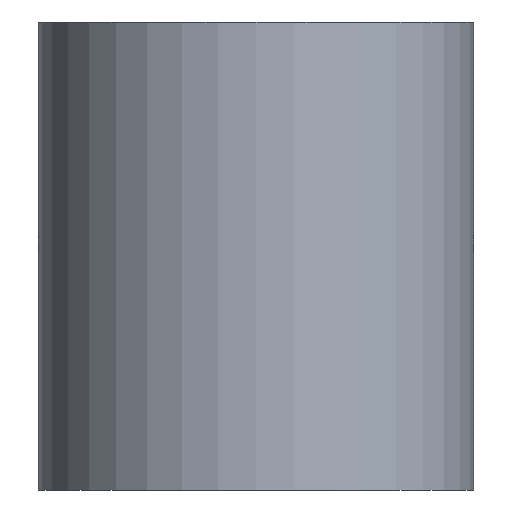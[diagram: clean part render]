
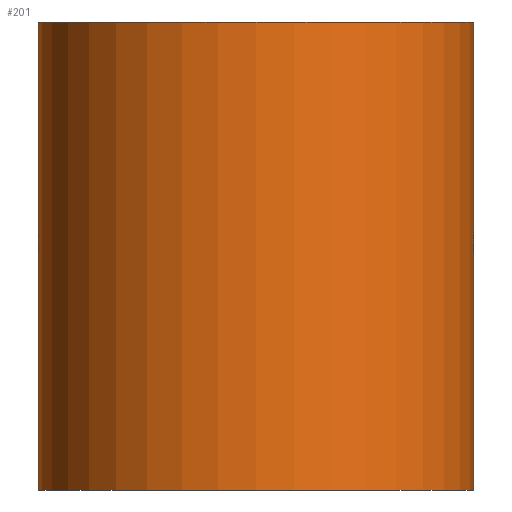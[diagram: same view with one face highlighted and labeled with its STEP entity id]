
A CAD part, front view. The second image highlights one B-rep face of the part: STEP entity #201.
In plain terms, the highlighted cylindrical face has radius 18.598 mm (diameter 37.196 mm), a partial arc.
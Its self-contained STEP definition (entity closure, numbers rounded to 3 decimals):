
#19 = LINE ( 'NONE', #75, #82 ) ;
#24 = CARTESIAN_POINT ( 'NONE',  ( 18.598, 0., 0. ) ) ;
#30 = DIRECTION ( 'NONE',  ( 0., 0., 1. ) ) ;
#40 = ORIENTED_EDGE ( 'NONE', *, *, #223, .F. ) ;
#41 = CARTESIAN_POINT ( 'NONE',  ( -18.598, 0., 0. ) ) ;
#42 = CARTESIAN_POINT ( 'NONE',  ( -18.598, 0., 40. ) ) ;
#57 = DIRECTION ( 'NONE',  ( 0., 0., -1. ) ) ;
#74 = ORIENTED_EDGE ( 'NONE', *, *, #135, .T. ) ;
#75 = CARTESIAN_POINT ( 'NONE',  ( -18.598, 0., 40. ) ) ;
#82 = VECTOR ( 'NONE', #57, 1000. ) ;
#83 = DIRECTION ( 'NONE',  ( 1., 0., 0. ) ) ;
#91 = ORIENTED_EDGE ( 'NONE', *, *, #236, .F. ) ;
#108 = CYLINDRICAL_SURFACE ( 'NONE', #229, 18.598 ) ;
#111 = EDGE_CURVE ( 'NONE', #183, #206, #19, .T. ) ;
#118 = CIRCLE ( 'NONE', #239, 18.598 ) ;
#126 = CIRCLE ( 'NONE', #204, 18.598 ) ;
#128 = VERTEX_POINT ( 'NONE', #151 ) ;
#133 = DIRECTION ( 'NONE',  ( -1., 0., 0. ) ) ;
#134 = CARTESIAN_POINT ( 'NONE',  ( 0., 0., 0. ) ) ;
#135 = EDGE_CURVE ( 'NONE', #206, #190, #126, .T. ) ;
#151 = CARTESIAN_POINT ( 'NONE',  ( 18.598, 0., 40. ) ) ;
#160 = CARTESIAN_POINT ( 'NONE',  ( 0., 0., 40. ) ) ;
#169 = ORIENTED_EDGE ( 'NONE', *, *, #111, .T. ) ;
#175 = CARTESIAN_POINT ( 'NONE',  ( 18.598, 0., 40. ) ) ;
#178 = DIRECTION ( 'NONE',  ( 0., 0., 1. ) ) ;
#179 = CARTESIAN_POINT ( 'NONE',  ( 0., 0., 40. ) ) ;
#183 = VERTEX_POINT ( 'NONE', #42 ) ;
#184 = DIRECTION ( 'NONE',  ( 1., 0., 0. ) ) ;
#190 = VERTEX_POINT ( 'NONE', #24 ) ;
#192 = DIRECTION ( 'NONE',  ( 0., 0., -1. ) ) ;
#201 = ADVANCED_FACE ( 'NONE', ( #214 ), #108, .T. ) ;
#204 = AXIS2_PLACEMENT_3D ( 'NONE', #134, #178, #83 ) ;
#206 = VERTEX_POINT ( 'NONE', #41 ) ;
#209 = LINE ( 'NONE', #175, #227 ) ;
#214 = FACE_OUTER_BOUND ( 'NONE', #249, .T. ) ;
#223 = EDGE_CURVE ( 'NONE', #128, #190, #209, .T. ) ;
#227 = VECTOR ( 'NONE', #192, 1000. ) ;
#229 = AXIS2_PLACEMENT_3D ( 'NONE', #179, #235, #133 ) ;
#235 = DIRECTION ( 'NONE',  ( 0., 0., -1. ) ) ;
#236 = EDGE_CURVE ( 'NONE', #183, #128, #118, .T. ) ;
#239 = AXIS2_PLACEMENT_3D ( 'NONE', #160, #30, #184 ) ;
#249 = EDGE_LOOP ( 'NONE', ( #40, #91, #169, #74 ) ) ;
